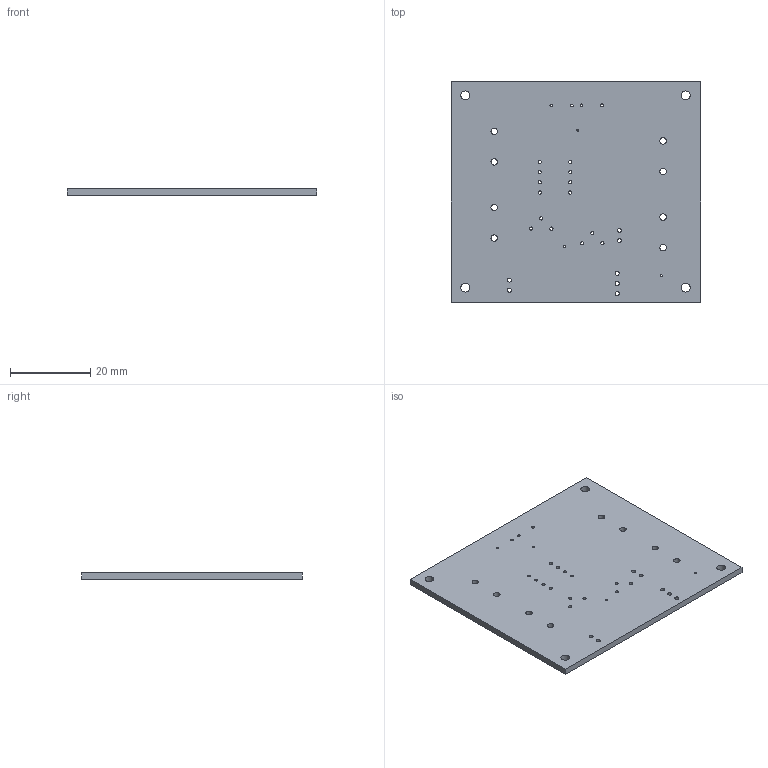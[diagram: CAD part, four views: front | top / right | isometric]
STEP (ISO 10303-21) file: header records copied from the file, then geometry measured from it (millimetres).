
FILE_DESCRIPTION(('KiCad electronic assembly'),'2;1');
FILE_NAME('FringeLocker.step','2023-02-15T16:19:03',('Pcbnew'),('Kicad') ,'Open CASCADE STEP processor 7.6','KiCad to STEP converter','Unknown' );
FILE_SCHEMA(('AUTOMOTIVE_DESIGN { 1 0 10303 214 1 1 1 1 }'));
Length unit declared in the file: millimetre
Products named in the file (2): FringeLocker 1; FringeLocker PCB
Assembly tree (1 placements, depth 2):
  FringeLocker 1
    FringeLocker PCB
Bounding box: 62.25 x 54.95 x 1.6 mm (x, y, z)
Volume: 5399.5 mm3; surface area: 7346.1 mm2
Topology: 1 solids, 1 shells, 46 faces, 132 edges, 88 vertices
Faces by surface type: cylinder 40, plane 6
Full cylindrical faces by diameter (mm): 0.5 x3, 0.7 x4, 0.8 x14, 1 x7, 1.6 x8, 2.2 x4
Entity records: 3719 total; most frequent: CARTESIAN_POINT 1012, DIRECTION 492, ORIENTED_EDGE 264, PCURVE 264, DEFINITIONAL_REPRESENTATION 264, LINE 236, VECTOR 236, EDGE_CURVE 132
